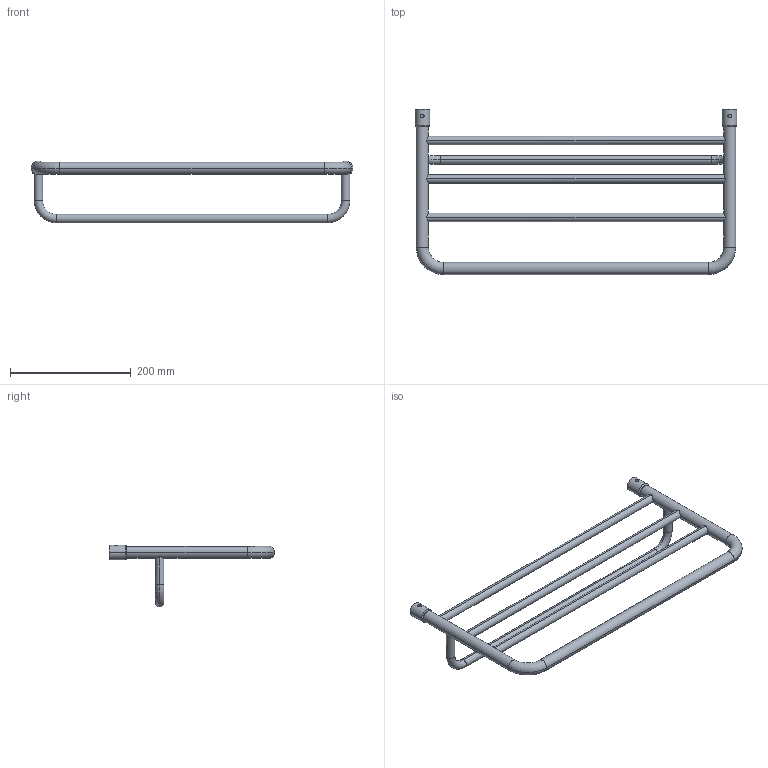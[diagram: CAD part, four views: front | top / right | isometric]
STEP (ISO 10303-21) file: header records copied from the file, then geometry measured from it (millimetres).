
FILE_DESCRIPTION((''),'2;1');
FILE_NAME('XX43-20_WEB','2010-09-24T',('project'),(''),'PRO/ENGINEER BY PARAMETRIC TECHNOLOGY CORPORATION, 2009300','PRO/ENGINEER BY PARAMETRIC TECHNOLOGY CORPORATION, 2009300','');
FILE_SCHEMA(('CONFIG_CONTROL_DESIGN'));
Length unit declared in the file: inch
Products named in the file (1): XX43-20_WEB
Bounding box: 531.99 x 272.9 x 102 mm (x, y, z)
Volume: 635246.4 mm3; surface area: 158859.7 mm2
Topology: 1 solids, 1 shells, 64 faces, 156 edges, 96 vertices
Faces by surface type: cylinder 38, torus 12, plane 10, cone 4
Entity records: 2278 total; most frequent: CARTESIAN_POINT 734, DIRECTION 312, ORIENTED_EDGE 312, EDGE_CURVE 156, AXIS2_PLACEMENT_3D 132, VERTEX_POINT 96, EDGE_LOOP 78, CIRCLE 68
